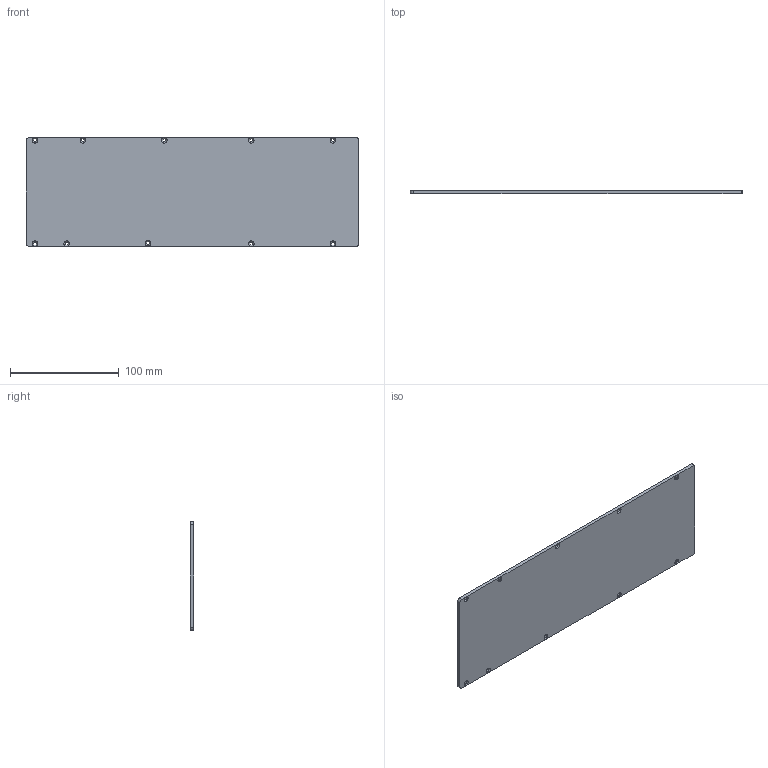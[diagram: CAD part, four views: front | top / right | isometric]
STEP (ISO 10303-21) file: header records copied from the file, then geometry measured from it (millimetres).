
FILE_DESCRIPTION (( 'STEP AP214' ), '1' );
FILE_NAME ('Cover - bottom.STEP', '2018-11-26T11:22:29', ( '' ), ( '' ), 'SwSTEP 2.0', 'SolidWorks 2016', '' );
FILE_SCHEMA (( 'AUTOMOTIVE_DESIGN' ));
Length unit declared in the file: millimetre
Products named in the file (1): Cover - bottom
Bounding box: 305.3 x 3 x 100 mm (x, y, z)
Volume: 91308.4 mm3; surface area: 63574 mm2
Topology: 1 solids, 1 shells, 50 faces, 133 edges, 76 vertices
Faces by surface type: cylinder 24, cone 20, plane 6
Entity records: 1615 total; most frequent: DIRECTION 303, ORIENTED_EDGE 266, CARTESIAN_POINT 260, EDGE_CURVE 133, AXIS2_PLACEMENT_3D 119, VERTEX_POINT 76, CIRCLE 68, VECTOR 65
